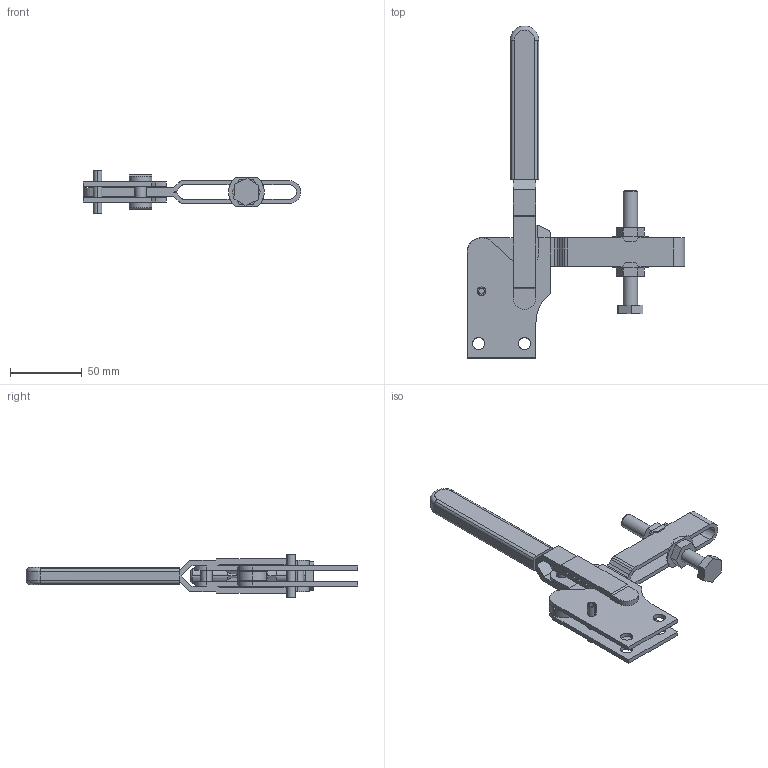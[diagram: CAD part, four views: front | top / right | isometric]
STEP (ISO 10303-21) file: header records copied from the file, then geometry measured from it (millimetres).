
FILE_DESCRIPTION(('CATIA V5 STEP Exchange'),'2;1');
FILE_NAME('VERTIKALSPANNER_TS_V_360_U_357863.stp','2018-08-16T12:08:41+00:00',('none'),('none'),'CATIA Version 5 Release 19 SP 9 (IN-10)','CATIA V5 STEP AP214','none');
FILE_SCHEMA(('AUTOMOTIVE_DESIGN { 1 0 10303 214 1 1 1 1 }'));
Length unit declared in the file: millimetre
Products named in the file (1): VERTIKALSPANNER_TS_V_360_U_357863
Bounding box: 152 x 232 x 30 mm (x, y, z)
Volume: 94671.7 mm3; surface area: 50896.6 mm2
Topology: 1 solids, 1 shells, 255 faces, 743 edges, 486 vertices
Faces by surface type: plane 144, cylinder 107, torus 2, cone 2
Entity records: 10994 total; most frequent: CARTESIAN_POINT 2753, ORIENTED_EDGE 1470, DIRECTION 1107, EDGE_CURVE 735, VERTEX_POINT 482, VECTOR 479, LINE 479, AXIS2_PLACEMENT_3D 394
